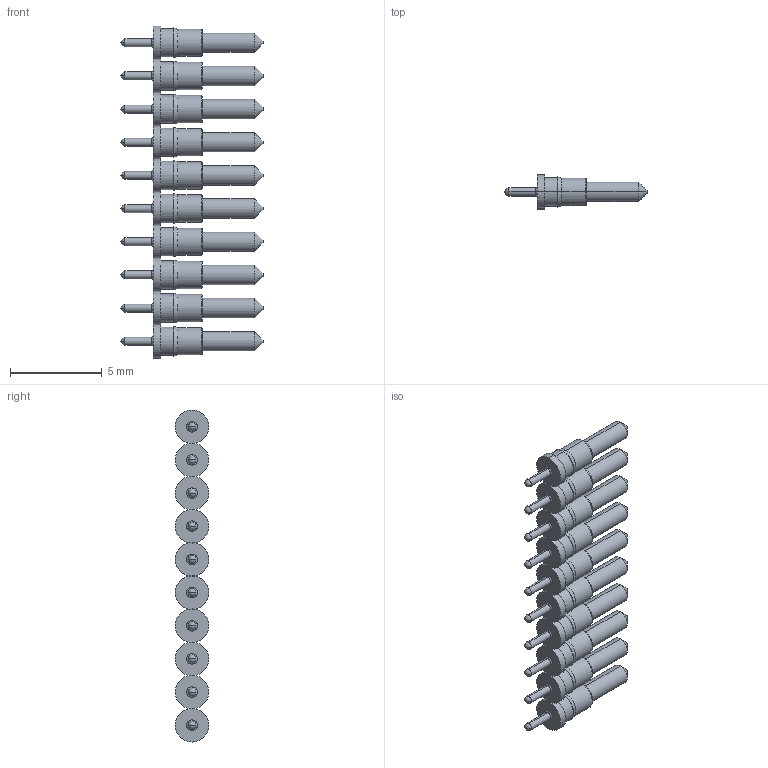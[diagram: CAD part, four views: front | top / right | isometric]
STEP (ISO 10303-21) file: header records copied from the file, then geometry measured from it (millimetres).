
FILE_DESCRIPTION((''),'2;1');
FILE_NAME('POGO_PINS_ASM','2023-12-19T15:51:45',('Martin'),(''),'CREO PARAMETRIC BY PTC INC, 2019224','CREO PARAMETRIC BY PTC INC, 2019224','');
FILE_SCHEMA(('CONFIG_CONTROL_DESIGN'));
Length unit declared in the file: inch
Products named in the file (2): 2006-4-15-20-75-14-11-0; POGO_PINS_ASM
Assembly tree (10 placements, depth 2):
  POGO_PINS_ASM
    2006-4-15-20-75-14-11-0  x10
Bounding box: 7.75 x 1.83 x 18.11 mm (x, y, z)
Volume: 81.3 mm3; surface area: 304.7 mm2
Topology: 10 solids, 10 shells, 250 faces, 520 edges, 310 vertices
Faces by surface type: cylinder 100, cone 60, plane 50, torus 20, sphere 20
Entity records: 803 total; most frequent: DIRECTION 158, CARTESIAN_POINT 118, ORIENTED_EDGE 100, AXIS2_PLACEMENT_3D 71, EDGE_CURVE 50, CIRCLE 34, VERTEX_POINT 31, EDGE_LOOP 29
